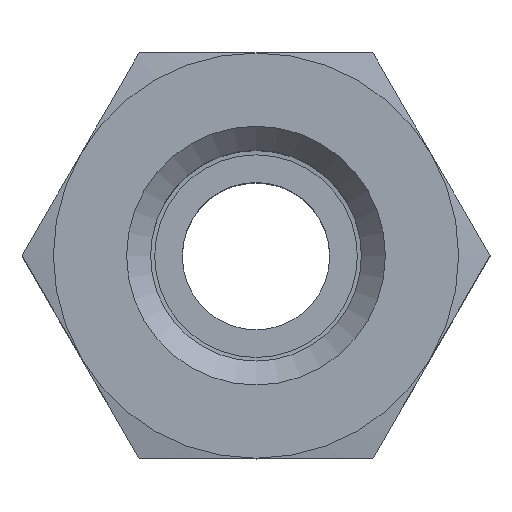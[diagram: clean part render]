
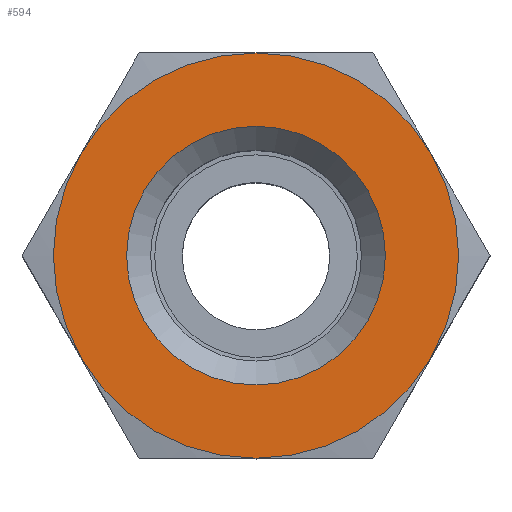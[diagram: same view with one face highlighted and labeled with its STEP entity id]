
A CAD part, top view. The second image highlights one B-rep face of the part: STEP entity #594.
In plain terms, the highlighted planar face has unit normal (0, 0, 1).
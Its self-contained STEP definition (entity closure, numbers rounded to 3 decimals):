
#58=PLANE('',#673);
#108=FACE_BOUND('',#217,.T.);
#153=FACE_OUTER_BOUND('',#216,.T.);
#216=EDGE_LOOP('',(#498,#499,#500,#501,#502,#503));
#217=EDGE_LOOP('',(#504));
#261=CIRCLE('',#639,11.);
#262=CIRCLE('',#641,11.);
#263=CIRCLE('',#643,11.);
#264=CIRCLE('',#645,11.);
#265=CIRCLE('',#647,11.);
#266=CIRCLE('',#649,11.);
#276=CIRCLE('',#671,7.023);
#309=VERTEX_POINT('',#970);
#310=VERTEX_POINT('',#974);
#312=VERTEX_POINT('',#981);
#314=VERTEX_POINT('',#991);
#316=VERTEX_POINT('',#1004);
#318=VERTEX_POINT('',#1014);
#329=VERTEX_POINT('',#1062);
#369=EDGE_CURVE('',#309,#310,#261,.T.);
#372=EDGE_CURVE('',#312,#309,#262,.T.);
#375=EDGE_CURVE('',#314,#312,#263,.T.);
#377=EDGE_CURVE('',#316,#314,#264,.T.);
#380=EDGE_CURVE('',#318,#316,#265,.T.);
#383=EDGE_CURVE('',#310,#318,#266,.T.);
#398=EDGE_CURVE('',#329,#329,#276,.T.);
#498=ORIENTED_EDGE('',*,*,#383,.T.);
#499=ORIENTED_EDGE('',*,*,#380,.T.);
#500=ORIENTED_EDGE('',*,*,#377,.T.);
#501=ORIENTED_EDGE('',*,*,#375,.T.);
#502=ORIENTED_EDGE('',*,*,#372,.T.);
#503=ORIENTED_EDGE('',*,*,#369,.T.);
#504=ORIENTED_EDGE('',*,*,#398,.F.);
#594=ADVANCED_FACE('',(#153,#108),#58,.T.);
#639=AXIS2_PLACEMENT_3D('',#978,#754,#755);
#641=AXIS2_PLACEMENT_3D('',#988,#758,#759);
#643=AXIS2_PLACEMENT_3D('',#998,#762,#763);
#645=AXIS2_PLACEMENT_3D('',#1005,#766,#767);
#647=AXIS2_PLACEMENT_3D('',#1015,#770,#771);
#649=AXIS2_PLACEMENT_3D('',#1024,#774,#775);
#671=AXIS2_PLACEMENT_3D('',#1063,#822,#823);
#673=AXIS2_PLACEMENT_3D('',#1065,#826,#827);
#754=DIRECTION('center_axis',(0.,0.,1.));
#755=DIRECTION('ref_axis',(0.,-1.,0.));
#758=DIRECTION('center_axis',(0.,0.,1.));
#759=DIRECTION('ref_axis',(0.,-1.,0.));
#762=DIRECTION('center_axis',(0.,0.,1.));
#763=DIRECTION('ref_axis',(0.,-1.,0.));
#766=DIRECTION('center_axis',(0.,0.,1.));
#767=DIRECTION('ref_axis',(0.,-1.,0.));
#770=DIRECTION('center_axis',(0.,0.,1.));
#771=DIRECTION('ref_axis',(0.,-1.,0.));
#774=DIRECTION('center_axis',(0.,0.,1.));
#775=DIRECTION('ref_axis',(0.,-1.,0.));
#822=DIRECTION('center_axis',(0.,0.,1.));
#823=DIRECTION('ref_axis',(0.,-1.,0.));
#826=DIRECTION('center_axis',(0.,0.,1.));
#827=DIRECTION('ref_axis',(1.,0.,0.));
#970=CARTESIAN_POINT('',(0.,11.,36.));
#974=CARTESIAN_POINT('',(-9.526,5.5,36.));
#978=CARTESIAN_POINT('Origin',(0.,0.,36.));
#981=CARTESIAN_POINT('',(9.526,5.5,36.));
#988=CARTESIAN_POINT('Origin',(0.,0.,36.));
#991=CARTESIAN_POINT('',(9.526,-5.5,36.));
#998=CARTESIAN_POINT('Origin',(0.,0.,36.));
#1004=CARTESIAN_POINT('',(0.,-11.,36.));
#1005=CARTESIAN_POINT('Origin',(0.,0.,36.));
#1014=CARTESIAN_POINT('',(-9.526,-5.5,36.));
#1015=CARTESIAN_POINT('Origin',(0.,0.,36.));
#1024=CARTESIAN_POINT('Origin',(0.,0.,36.));
#1062=CARTESIAN_POINT('',(0.,7.023,36.));
#1063=CARTESIAN_POINT('Origin',(0.,0.,36.));
#1065=CARTESIAN_POINT('Origin',(0.,0.,36.));
